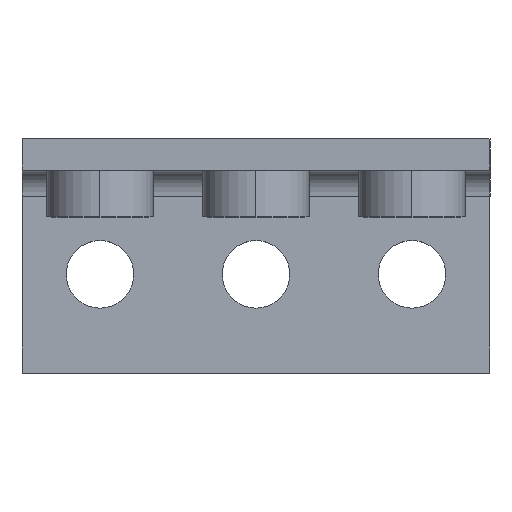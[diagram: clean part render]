
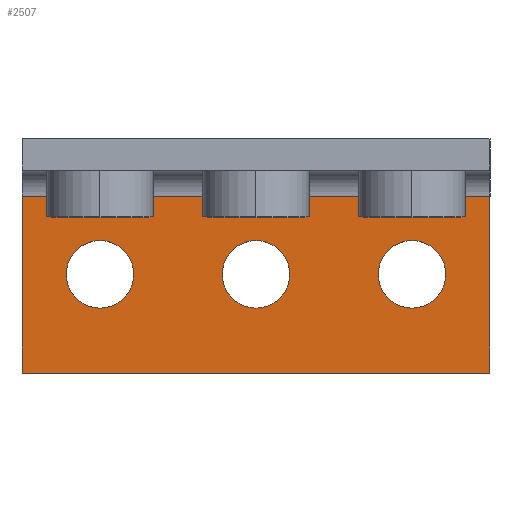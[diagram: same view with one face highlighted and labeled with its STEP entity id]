
A CAD part, top view. The second image highlights one B-rep face of the part: STEP entity #2507.
In plain terms, the highlighted planar face has unit normal (0, 0, 1).
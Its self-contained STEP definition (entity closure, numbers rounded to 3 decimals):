
#212=DIRECTION('',(0.,-1.,0.));
#213=VECTOR('',#212,34.);
#214=CARTESIAN_POINT('',(915.,116.,-47.506));
#215=LINE('',#214,#213);
#630=DIRECTION('',(-1.,0.,0.));
#631=VECTOR('',#630,90.);
#632=CARTESIAN_POINT('',(1005.,82.,-47.506));
#633=LINE('',#632,#631);
#637=CARTESIAN_POINT('',(960.,101.,-47.506));
#638=DIRECTION('',(0.,0.,1.));
#639=DIRECTION('',(0.,-1.,0.));
#640=AXIS2_PLACEMENT_3D('',#637,#638,#639);
#645=CARTESIAN_POINT('',(960.,101.,-47.506));
#646=DIRECTION('',(0.,0.,1.));
#647=DIRECTION('',(0.,1.,0.));
#648=AXIS2_PLACEMENT_3D('',#645,#646,#647);
#653=CARTESIAN_POINT('',(990.,101.,-47.506));
#654=DIRECTION('',(0.,0.,1.));
#655=DIRECTION('',(0.,-1.,0.));
#656=AXIS2_PLACEMENT_3D('',#653,#654,#655);
#661=CARTESIAN_POINT('',(990.,101.,-47.506));
#662=DIRECTION('',(0.,0.,1.));
#663=DIRECTION('',(0.,1.,0.));
#664=AXIS2_PLACEMENT_3D('',#661,#662,#663);
#669=CARTESIAN_POINT('',(930.,101.,-47.506));
#670=DIRECTION('',(0.,0.,1.));
#671=DIRECTION('',(0.,-1.,0.));
#672=AXIS2_PLACEMENT_3D('',#669,#670,#671);
#677=CARTESIAN_POINT('',(930.,101.,-47.506));
#678=DIRECTION('',(0.,0.,1.));
#679=DIRECTION('',(0.,1.,0.));
#680=AXIS2_PLACEMENT_3D('',#677,#678,#679);
#692=DIRECTION('',(0.,1.,0.));
#693=VECTOR('',#692,34.);
#694=CARTESIAN_POINT('',(1005.,82.,-47.506));
#695=LINE('',#694,#693);
#729=DIRECTION('',(-1.,0.,0.));
#730=VECTOR('',#729,90.);
#731=CARTESIAN_POINT('',(1005.,116.,-47.506));
#732=LINE('',#731,#730);
#1966=CARTESIAN_POINT('',(915.,116.,-47.506));
#1967=VERTEX_POINT('',#1966);
#1968=CARTESIAN_POINT('',(915.,82.,-47.506));
#1969=VERTEX_POINT('',#1968);
#1973=CARTESIAN_POINT('',(1005.,82.,-47.506));
#1975=VERTEX_POINT('',#1973);
#1976=CARTESIAN_POINT('',(1005.,116.,-47.506));
#1977=VERTEX_POINT('',#1976);
#2010=CARTESIAN_POINT('',(960.,94.5,-47.506));
#2011=CARTESIAN_POINT('',(960.,107.5,-47.506));
#2012=VERTEX_POINT('',#2010);
#2013=VERTEX_POINT('',#2011);
#2014=CARTESIAN_POINT('',(990.,94.5,-47.506));
#2015=CARTESIAN_POINT('',(990.,107.5,-47.506));
#2016=VERTEX_POINT('',#2014);
#2017=VERTEX_POINT('',#2015);
#2018=CARTESIAN_POINT('',(930.,94.5,-47.506));
#2019=CARTESIAN_POINT('',(930.,107.5,-47.506));
#2020=VERTEX_POINT('',#2018);
#2021=VERTEX_POINT('',#2019);
#2476=CARTESIAN_POINT('',(1005.,119.,-47.506));
#2477=DIRECTION('',(0.,0.,-1.));
#2478=DIRECTION('',(0.,1.,0.));
#2479=AXIS2_PLACEMENT_3D('',#2476,#2477,#2478);
#2480=PLANE('',#2479);
#2482=ORIENTED_EDGE('',*,*,#2481,.F.);
#2483=ORIENTED_EDGE('',*,*,#2462,.T.);
#2484=ORIENTED_EDGE('',*,*,#2299,.F.);
#2486=ORIENTED_EDGE('',*,*,#2485,.F.);
#2487=EDGE_LOOP('',(#2482,#2483,#2484,#2486));
#2488=FACE_OUTER_BOUND('',#2487,.F.);
#2490=ORIENTED_EDGE('',*,*,#2489,.T.);
#2492=ORIENTED_EDGE('',*,*,#2491,.T.);
#2493=EDGE_LOOP('',(#2490,#2492));
#2494=FACE_BOUND('',#2493,.F.);
#2496=ORIENTED_EDGE('',*,*,#2495,.T.);
#2498=ORIENTED_EDGE('',*,*,#2497,.T.);
#2499=EDGE_LOOP('',(#2496,#2498));
#2500=FACE_BOUND('',#2499,.F.);
#2502=ORIENTED_EDGE('',*,*,#2501,.T.);
#2504=ORIENTED_EDGE('',*,*,#2503,.T.);
#2505=EDGE_LOOP('',(#2502,#2504));
#2506=FACE_BOUND('',#2505,.F.);
#641=CIRCLE('',#640,6.5);
#649=CIRCLE('',#648,6.5);
#657=CIRCLE('',#656,6.5);
#665=CIRCLE('',#664,6.5);
#673=CIRCLE('',#672,6.5);
#681=CIRCLE('',#680,6.5);
#2299=EDGE_CURVE('',#1967,#1969,#215,.T.);
#2462=EDGE_CURVE('',#1975,#1969,#633,.T.);
#2481=EDGE_CURVE('',#1975,#1977,#695,.T.);
#2485=EDGE_CURVE('',#1977,#1967,#732,.T.);
#2489=EDGE_CURVE('',#2012,#2013,#641,.T.);
#2491=EDGE_CURVE('',#2013,#2012,#649,.T.);
#2495=EDGE_CURVE('',#2016,#2017,#657,.T.);
#2497=EDGE_CURVE('',#2017,#2016,#665,.T.);
#2501=EDGE_CURVE('',#2020,#2021,#673,.T.);
#2503=EDGE_CURVE('',#2021,#2020,#681,.T.);
#2507=ADVANCED_FACE('',(#2488,#2494,#2500,#2506),#2480,.F.);
